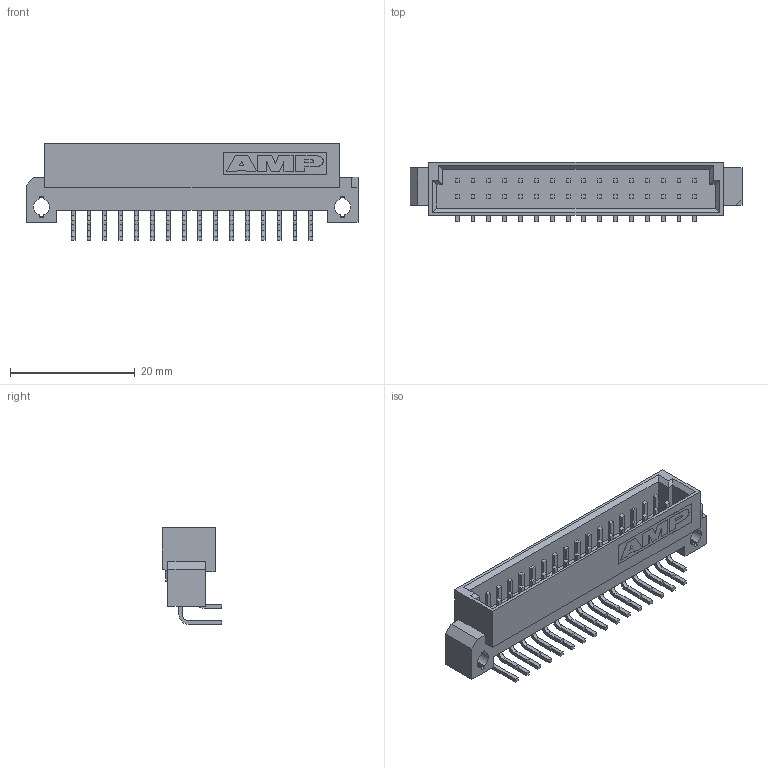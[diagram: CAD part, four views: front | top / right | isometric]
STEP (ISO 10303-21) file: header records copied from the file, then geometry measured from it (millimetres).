
FILE_DESCRIPTION((''),'2;1');
FILE_NAME('C-0536053-05-3','2007-09-02T',('workeradm'),('Tyco Electronics Corporation'),'PRO/ENGINEER BY PARAMETRIC TECHNOLOGY CORPORATION, 2005450','PRO/ENGINEER BY PARAMETRIC TECHNOLOGY CORPORATION, 2005450','');
FILE_SCHEMA(('CONFIG_CONTROL_DESIGN', 'GEOMETRIC_VALIDATION_PROPERTIES_MIM'));
Length unit declared in the file: millimetre
Products named in the file (1): C-0536053-05-3
Bounding box: 53.21 x 9.56 x 15.48 mm (x, y, z)
Volume: 2416.7 mm3; surface area: 3905.3 mm2
Topology: 1 solids, 1 shells, 772 faces, 2050 edges, 1364 vertices
Faces by surface type: plane 701, cylinder 69, extrusion 2
Entity records: 23735 total; most frequent: CARTESIAN_POINT 4225, ORIENTED_EDGE 4100, DIRECTION 3726, EDGE_CURVE 2050, VECTOR 1910, LINE 1908, VERTEX_POINT 1364, AXIS2_PLACEMENT_3D 908
